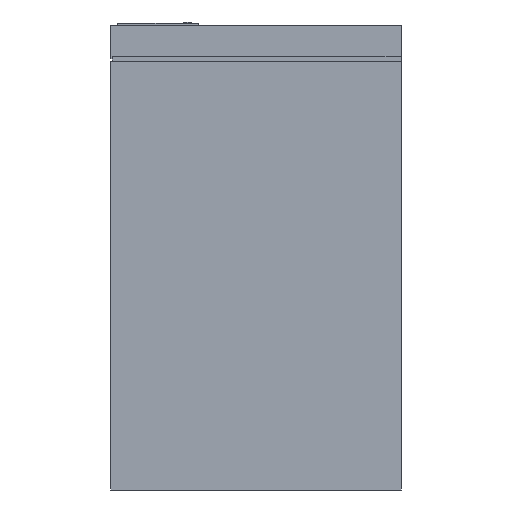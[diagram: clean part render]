
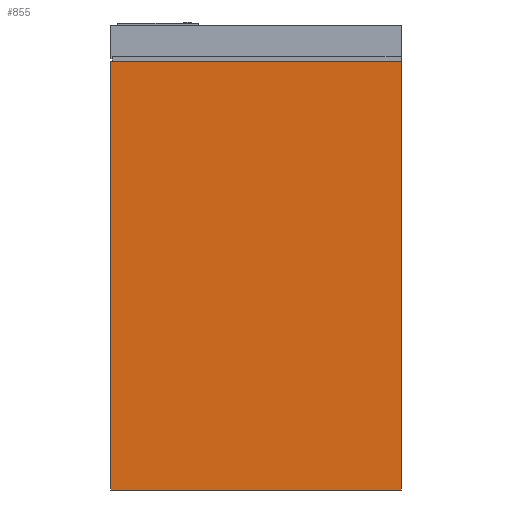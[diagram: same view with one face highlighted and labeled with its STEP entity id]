
A CAD part, left-side view. The second image highlights one B-rep face of the part: STEP entity #855.
In plain terms, the highlighted planar face has unit normal (-1, 0, 0).
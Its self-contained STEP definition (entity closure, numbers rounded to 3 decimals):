
#50 = AXIS2_PLACEMENT_3D ( 'NONE', #4357, #1318, #2479 ) ;
#60 = LINE ( 'NONE', #1897, #4209 ) ;
#264 = VECTOR ( 'NONE', #4102, 1000. ) ;
#453 = CARTESIAN_POINT ( 'NONE',  ( -72.5, 112.5, 0. ) ) ;
#467 = EDGE_CURVE ( 'NONE', #3940, #1374, #3767, .T. ) ;
#855 = ADVANCED_FACE ( 'NONE', ( #3963 ), #2850, .F. ) ;
#906 = LINE ( 'NONE', #3932, #264 ) ;
#1090 = CARTESIAN_POINT ( 'NONE',  ( -72.5, -112.5, 360. ) ) ;
#1148 = DIRECTION ( 'NONE',  ( 0., -1., 0. ) ) ;
#1318 = DIRECTION ( 'NONE',  ( 1., 0., 0. ) ) ;
#1374 = VERTEX_POINT ( 'NONE', #3825 ) ;
#1382 = VERTEX_POINT ( 'NONE', #453 ) ;
#1536 = VECTOR ( 'NONE', #3446, 1000. ) ;
#1897 = CARTESIAN_POINT ( 'NONE',  ( -72.5, -112.5, 0. ) ) ;
#2000 = CARTESIAN_POINT ( 'NONE',  ( -72.5, -112.5, 332.047 ) ) ;
#2343 = DIRECTION ( 'NONE',  ( 0., 0., -1. ) ) ;
#2376 = EDGE_CURVE ( 'NONE', #3940, #2585, #906, .T. ) ;
#2477 = EDGE_LOOP ( 'NONE', ( #3797, #4053, #3258, #3433 ) ) ;
#2479 = DIRECTION ( 'NONE',  ( 0., 0., -1. ) ) ;
#2585 = VERTEX_POINT ( 'NONE', #2611 ) ;
#2611 = CARTESIAN_POINT ( 'NONE',  ( -72.5, 112.5, 332.047 ) ) ;
#2766 = EDGE_CURVE ( 'NONE', #2585, #1382, #4719, .T. ) ;
#2837 = CARTESIAN_POINT ( 'NONE',  ( -72.5, 112.5, 360. ) ) ;
#2850 = PLANE ( 'NONE',  #50 ) ;
#3258 = ORIENTED_EDGE ( 'NONE', *, *, #2766, .T. ) ;
#3433 = ORIENTED_EDGE ( 'NONE', *, *, #4191, .T. ) ;
#3446 = DIRECTION ( 'NONE',  ( 0., 0., -1. ) ) ;
#3767 = LINE ( 'NONE', #1090, #1536 ) ;
#3797 = ORIENTED_EDGE ( 'NONE', *, *, #467, .F. ) ;
#3825 = CARTESIAN_POINT ( 'NONE',  ( -72.5, -112.5, 0. ) ) ;
#3932 = CARTESIAN_POINT ( 'NONE',  ( -72.5, 111.5, 332.047 ) ) ;
#3940 = VERTEX_POINT ( 'NONE', #2000 ) ;
#3963 = FACE_OUTER_BOUND ( 'NONE', #2477, .T. ) ;
#4053 = ORIENTED_EDGE ( 'NONE', *, *, #2376, .T. ) ;
#4102 = DIRECTION ( 'NONE',  ( 0., 1., 0. ) ) ;
#4191 = EDGE_CURVE ( 'NONE', #1382, #1374, #60, .T. ) ;
#4209 = VECTOR ( 'NONE', #1148, 1000. ) ;
#4357 = CARTESIAN_POINT ( 'NONE',  ( -72.5, -112.5, 360. ) ) ;
#4597 = VECTOR ( 'NONE', #2343, 1000. ) ;
#4719 = LINE ( 'NONE', #2837, #4597 ) ;
